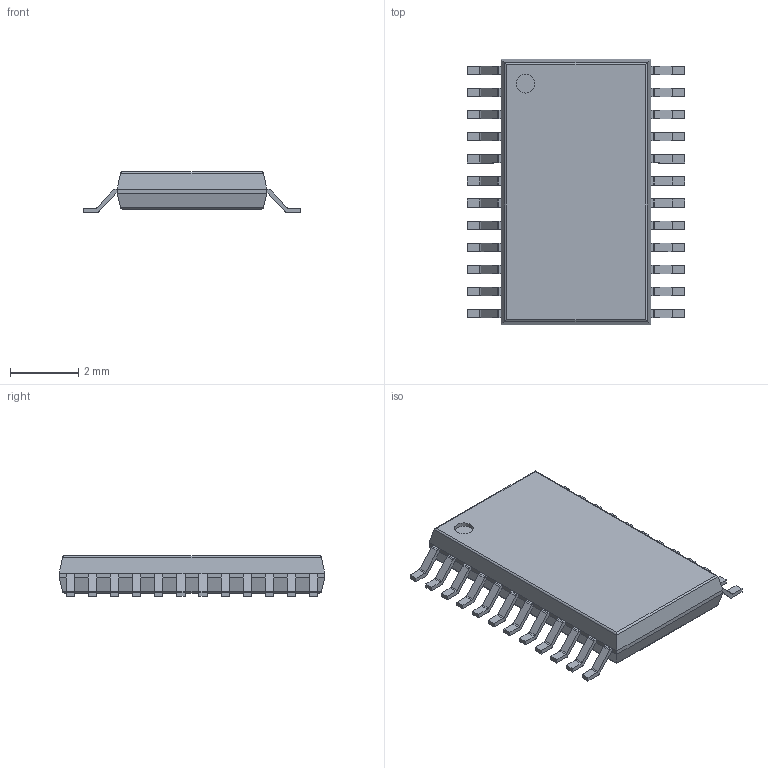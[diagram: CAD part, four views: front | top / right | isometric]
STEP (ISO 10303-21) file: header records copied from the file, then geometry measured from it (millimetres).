
FILE_DESCRIPTION(('FreeCAD Model'),'2;1');
FILE_NAME('165491.1.2.stp','2018-01-11T23:46:20',( 'Author'),(''),'Open CASCADE STEP processor 6.8','FreeCAD','Unknown' );
FILE_SCHEMA(('AUTOMOTIVE_DESIGN_CC2 { 1 2 10303 214 -1 1 5 4 }'));
Length unit declared in the file: millimetre
Products named in the file (3): ASSEMBLY; Body; PinsArrayLR
Assembly tree (2 placements, depth 2):
  ASSEMBLY
    Body
    PinsArrayLR
Bounding box: 6.4 x 7.8 x 1.2 mm (x, y, z)
Volume: 37.3 mm3; surface area: 113.2 mm2
Topology: 25 solids, 25 shells, 336 faces, 839 edges, 554 vertices
Faces by surface type: plane 255, cylinder 81
Full cylindrical faces by diameter (mm): 0.55 x1
Entity records: 21325 total; most frequent: CARTESIAN_POINT 4020, DIRECTION 3211, LINE 2151, VECTOR 2151, ORIENTED_EDGE 1678, PCURVE 1678, DEFINITIONAL_REPRESENTATION 1678, EDGE_CURVE 839
